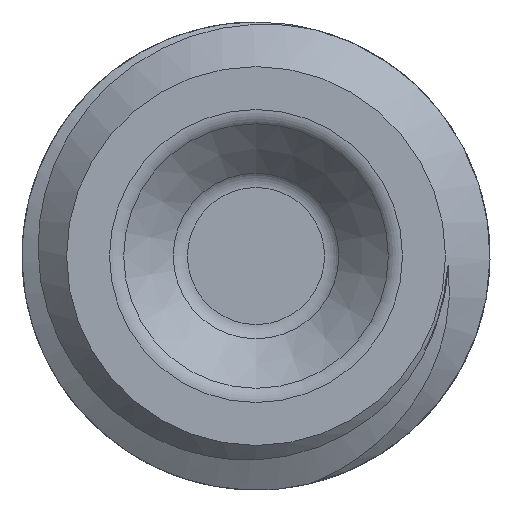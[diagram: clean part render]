
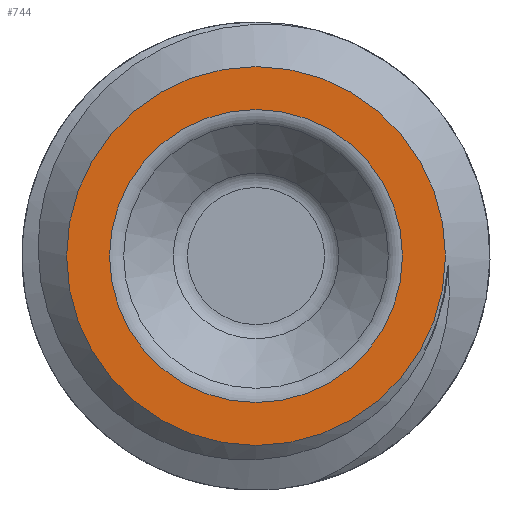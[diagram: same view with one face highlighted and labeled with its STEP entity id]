
A CAD part, front view. The second image highlights one B-rep face of the part: STEP entity #744.
In plain terms, the highlighted planar face has unit normal (0, -1, 0).
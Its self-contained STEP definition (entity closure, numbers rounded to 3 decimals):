
#27=FACE_BOUND('',#118,.T.);
#32=PLANE('',#813);
#70=FACE_OUTER_BOUND('',#117,.T.);
#117=EDGE_LOOP('',(#549));
#118=EDGE_LOOP('',(#550));
#162=CIRCLE('',#812,1.36);
#163=CIRCLE('',#814,1.052);
#336=VERTEX_POINT('',#3254);
#337=VERTEX_POINT('',#3258);
#419=EDGE_CURVE('',#336,#336,#162,.F.);
#420=EDGE_CURVE('',#337,#337,#163,.T.);
#549=ORIENTED_EDGE('',*,*,#419,.T.);
#550=ORIENTED_EDGE('',*,*,#420,.T.);
#744=ADVANCED_FACE('',(#70,#27),#32,.F.);
#812=AXIS2_PLACEMENT_3D('',#3256,#933,#934);
#813=AXIS2_PLACEMENT_3D('',#3257,#935,#936);
#814=AXIS2_PLACEMENT_3D('',#3259,#937,#938);
#933=DIRECTION('center_axis',(0.,1.,0.));
#934=DIRECTION('ref_axis',(0.,0.,1.));
#935=DIRECTION('center_axis',(0.,1.,0.));
#936=DIRECTION('ref_axis',(0.,0.,1.));
#937=DIRECTION('center_axis',(0.,1.,0.));
#938=DIRECTION('ref_axis',(0.,0.,1.));
#3254=CARTESIAN_POINT('',(0.328,2.566,-1.471));
#3256=CARTESIAN_POINT('Origin',(0.328,2.566,-0.111));
#3257=CARTESIAN_POINT('Origin',(0.328,2.566,-0.111));
#3258=CARTESIAN_POINT('',(0.328,2.566,-1.162));
#3259=CARTESIAN_POINT('Origin',(0.328,2.566,-0.111));
